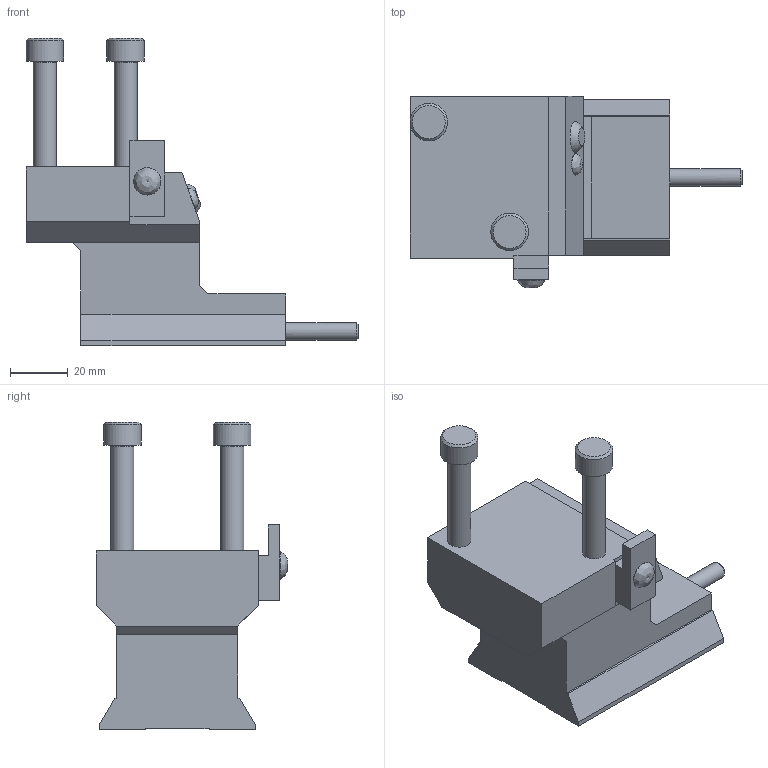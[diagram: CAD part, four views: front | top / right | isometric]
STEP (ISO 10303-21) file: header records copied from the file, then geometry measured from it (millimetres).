
FILE_DESCRIPTION(/* description */ (''),/* implementation_level */ '2;1');
FILE_NAME(/* name */ 'W8900005_A__specification_W8900005_Aussen_.stp',/* time_stamp */ '2013-12-04T09:03:44+01:00',/* author */ (''),/* organization */ (''),/* preprocessor_version */ 'ST-DEVELOPER v11',/* originating_system */ 'SIEMENS PLM Software NX 7.5',/* authorisation */ '');
FILE_SCHEMA (('AUTOMOTIVE_DESIGN { 1 0 10303 214 1 1 1 1 }'));
Length unit declared in the file: millimetre
Products named in the file (1): webe311A9ro6
Bounding box: 115 x 66.2 x 106.65 mm (x, y, z)
Volume: 178964.5 mm3; surface area: 26630.9 mm2
Topology: 1 solids, 1 shells, 60 faces, 147 edges, 96 vertices
Faces by surface type: plane 45, cylinder 5, torus 4, cone 3, bspline 2, sphere 1
Full cylindrical faces by diameter (mm): 6 x1, 8 x2, 13 x2
Entity records: 1707 total; most frequent: CARTESIAN_POINT 336, DIRECTION 267, ORIENTED_EDGE 256, EDGE_CURVE 128, LINE 107, VECTOR 107, VERTEX_POINT 93, EDGE_LOOP 81
